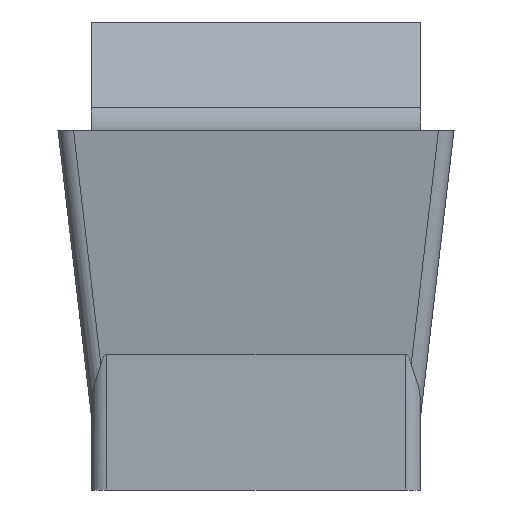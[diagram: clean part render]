
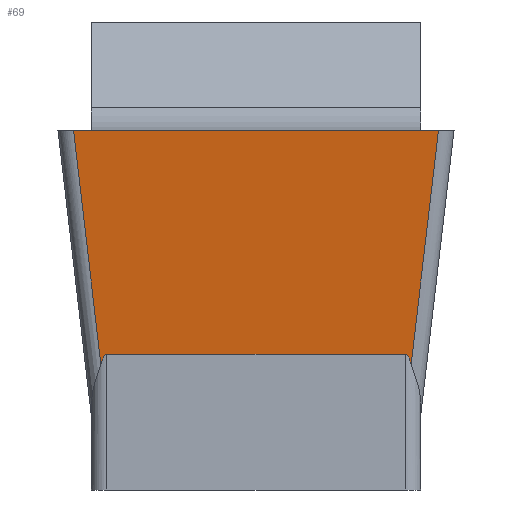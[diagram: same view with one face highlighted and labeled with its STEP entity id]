
A CAD part, front view. The second image highlights one B-rep face of the part: STEP entity #69.
In plain terms, the highlighted planar face has unit normal (0, -0.993, -0.122).
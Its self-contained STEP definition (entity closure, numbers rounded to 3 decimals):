
#69=ADVANCED_FACE('HEAD_NEUTRAL_UDF_SU2',(#109),#86,.F.);
#86=PLANE('',#569);
#109=FACE_OUTER_BOUND('',#134,.T.);
#134=EDGE_LOOP('',(#365,#366,#367,#368,#369,#370));
#139=ELLIPSE('',#542,1.641,0.2);
#140=ELLIPSE('',#545,1.641,0.2);
#173=LINE('',#810,#218);
#189=LINE('',#879,#234);
#196=LINE('',#933,#241);
#197=LINE('',#934,#242);
#218=VECTOR('',#614,1.);
#234=VECTOR('',#672,1.);
#241=VECTOR('',#693,1.);
#242=VECTOR('',#694,1.);
#365=ORIENTED_EDGE('',*,*,#460,.F.);
#366=ORIENTED_EDGE('',*,*,#494,.T.);
#367=ORIENTED_EDGE('',*,*,#483,.F.);
#368=ORIENTED_EDGE('',*,*,#495,.T.);
#369=ORIENTED_EDGE('',*,*,#462,.F.);
#370=ORIENTED_EDGE('',*,*,#455,.T.);
#409=VERTEX_POINT('',#811);
#410=VERTEX_POINT('',#812);
#413=VERTEX_POINT('',#826);
#414=VERTEX_POINT('',#831);
#422=VERTEX_POINT('',#878);
#423=VERTEX_POINT('',#880);
#455=EDGE_CURVE('',#409,#410,#173,.T.);
#460=EDGE_CURVE('',#413,#410,#139,.T.);
#462=EDGE_CURVE('',#409,#414,#140,.T.);
#483=EDGE_CURVE('',#422,#423,#189,.T.);
#494=EDGE_CURVE('',#413,#423,#196,.T.);
#495=EDGE_CURVE('',#422,#414,#197,.T.);
#542=AXIS2_PLACEMENT_3D('',#827,#620,#621);
#545=AXIS2_PLACEMENT_3D('',#830,#626,#627);
#569=AXIS2_PLACEMENT_3D('',#935,#695,#696);
#614=DIRECTION('',(1.,0.,0.));
#620=DIRECTION('',(0.,-0.993,-0.122));
#621=DIRECTION('',(0.,0.122,-0.993));
#626=DIRECTION('',(0.,-0.993,-0.122));
#627=DIRECTION('',(0.,-0.122,0.993));
#672=DIRECTION('',(1.,0.,0.));
#693=DIRECTION('',(0.115,-0.121,0.986));
#694=DIRECTION('',(0.115,0.121,-0.986));
#695=DIRECTION('',(0.,0.993,0.122));
#696=DIRECTION('',(1.,0.,0.));
#810=CARTESIAN_POINT('',(0.,-0.01,-2.851));
#811=CARTESIAN_POINT('',(-1.9,-0.01,-2.851));
#812=CARTESIAN_POINT('',(1.9,-0.01,-2.851));
#826=CARTESIAN_POINT('',(1.978,0.006,-2.98));
#827=CARTESIAN_POINT('',(1.9,0.19,-4.479));
#830=CARTESIAN_POINT('',(-1.9,0.19,-4.479));
#831=CARTESIAN_POINT('',(-1.978,0.006,-2.98));
#878=CARTESIAN_POINT('',(-2.327,-0.36,0.));
#879=CARTESIAN_POINT('',(0.,-0.36,0.));
#880=CARTESIAN_POINT('',(2.327,-0.36,0.));
#933=CARTESIAN_POINT('',(2.296,-0.328,-0.264));
#934=CARTESIAN_POINT('',(-2.296,-0.328,-0.264));
#935=CARTESIAN_POINT('',(0.,-0.36,0.));
